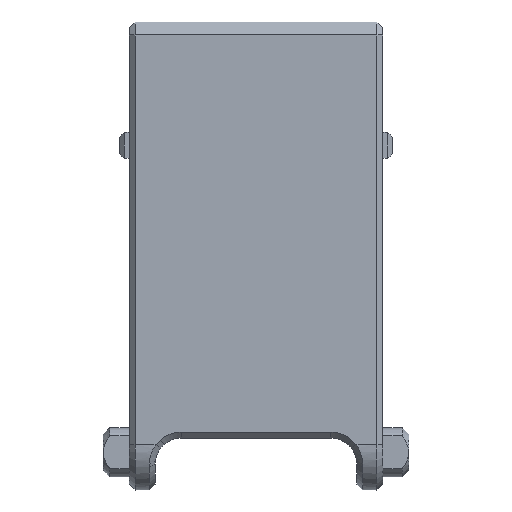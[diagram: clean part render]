
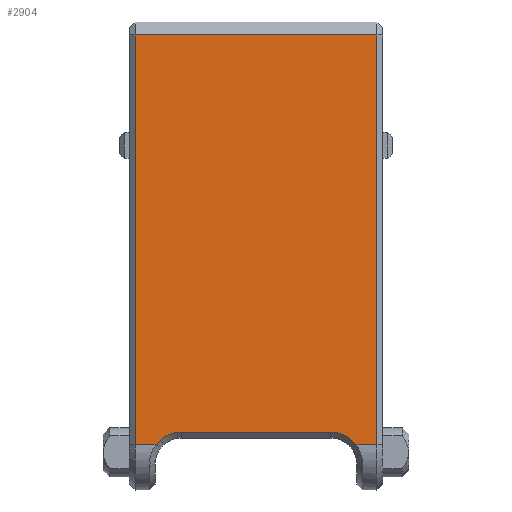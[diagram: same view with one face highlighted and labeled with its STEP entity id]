
A CAD part, front view. The second image highlights one B-rep face of the part: STEP entity #2904.
In plain terms, the highlighted planar face has unit normal (0, -1, 0).
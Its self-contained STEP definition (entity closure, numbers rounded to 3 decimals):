
#39=B_SPLINE_CURVE_WITH_KNOTS('',3,(#4053,#4054,#4055,#4056,#4057,#4058),
 .UNSPECIFIED.,.F.,.F.,(4,2,4),(0.559,0.583,0.596),
 .UNSPECIFIED.);
#59=B_SPLINE_CURVE_WITH_KNOTS('',3,(#4410,#4411,#4412,#4413,#4414,#4415),
 .UNSPECIFIED.,.F.,.F.,(4,2,4),(0.873,0.887,0.911),
 .UNSPECIFIED.);
#73=CIRCLE('',#3038,2.45);
#76=CIRCLE('',#3042,2.45);
#167=FACE_OUTER_BOUND('',#332,.T.);
#332=EDGE_LOOP('',(#2123,#2124,#2125,#2126,#2127,#2128,#2129,#2130,#2131,
#2132));
#455=LINE('',#3971,#818);
#530=LINE('',#4532,#893);
#553=LINE('',#4581,#916);
#558=LINE('',#4589,#921);
#566=LINE('',#4605,#929);
#582=LINE('',#4649,#945);
#818=VECTOR('',#3229,10.);
#893=VECTOR('',#3352,10.);
#916=VECTOR('',#3391,10.);
#921=VECTOR('',#3400,10.);
#929=VECTOR('',#3418,10.);
#945=VECTOR('',#3468,10.);
#1181=VERTEX_POINT('',#3968);
#1182=VERTEX_POINT('',#3970);
#1185=VERTEX_POINT('',#3977);
#1186=VERTEX_POINT('',#3982);
#1188=VERTEX_POINT('',#4011);
#1217=VERTEX_POINT('',#4345);
#1272=VERTEX_POINT('',#4531);
#1283=VERTEX_POINT('',#4557);
#1287=VERTEX_POINT('',#4572);
#1293=VERTEX_POINT('',#4601);
#1451=EDGE_CURVE('',#1181,#1182,#455,.T.);
#1455=EDGE_CURVE('',#1185,#1181,#73,.T.);
#1459=EDGE_CURVE('',#1182,#1186,#76,.T.);
#1464=EDGE_CURVE('',#1188,#1185,#39,.T.);
#1508=EDGE_CURVE('',#1186,#1217,#59,.T.);
#1564=EDGE_CURVE('',#1217,#1272,#530,.F.);
#1588=EDGE_CURVE('',#1287,#1283,#553,.T.);
#1593=EDGE_CURVE('',#1272,#1287,#558,.T.);
#1602=EDGE_CURVE('',#1283,#1293,#566,.T.);
#1625=EDGE_CURVE('',#1293,#1188,#582,.T.);
#2123=ORIENTED_EDGE('',*,*,#1464,.F.);
#2124=ORIENTED_EDGE('',*,*,#1625,.F.);
#2125=ORIENTED_EDGE('',*,*,#1602,.F.);
#2126=ORIENTED_EDGE('',*,*,#1588,.F.);
#2127=ORIENTED_EDGE('',*,*,#1593,.F.);
#2128=ORIENTED_EDGE('',*,*,#1564,.F.);
#2129=ORIENTED_EDGE('',*,*,#1508,.F.);
#2130=ORIENTED_EDGE('',*,*,#1459,.F.);
#2131=ORIENTED_EDGE('',*,*,#1451,.F.);
#2132=ORIENTED_EDGE('',*,*,#1455,.F.);
#2752=PLANE('',#3093);
#2904=ADVANCED_FACE('',(#167),#2752,.F.);
#3038=AXIS2_PLACEMENT_3D('',#3979,#3235,#3236);
#3042=AXIS2_PLACEMENT_3D('',#3986,#3244,#3245);
#3093=AXIS2_PLACEMENT_3D('',#4650,#3469,#3470);
#3229=DIRECTION('',(-1.,0.,0.));
#3235=DIRECTION('center_axis',(0.,-1.,0.));
#3236=DIRECTION('ref_axis',(0.707,0.,0.707));
#3244=DIRECTION('center_axis',(0.,-1.,0.));
#3245=DIRECTION('ref_axis',(-0.707,0.,0.707));
#3352=DIRECTION('',(1.,0.,0.));
#3391=DIRECTION('',(1.,0.,0.));
#3400=DIRECTION('',(0.,0.,1.));
#3418=DIRECTION('',(0.,0.,-1.));
#3468=DIRECTION('',(-1.,0.,0.));
#3469=DIRECTION('center_axis',(0.,1.,0.));
#3470=DIRECTION('ref_axis',(0.,0.,1.));
#3968=CARTESIAN_POINT('',(-78.25,-72.75,20.15));
#3970=CARTESIAN_POINT('',(-89.75,-72.75,20.15));
#3971=CARTESIAN_POINT('',(-87.875,-72.75,20.15));
#3977=CARTESIAN_POINT('',(-76.629,-72.75,19.537));
#3979=CARTESIAN_POINT('Origin',(-78.25,-72.75,17.7));
#3982=CARTESIAN_POINT('',(-91.371,-72.75,19.537));
#3986=CARTESIAN_POINT('Origin',(-89.75,-72.75,17.7));
#4011=CARTESIAN_POINT('',(-76.313,-72.75,19.2));
#4053=CARTESIAN_POINT('Ctrl Pts',(-76.313,-72.75,19.2));
#4054=CARTESIAN_POINT('Ctrl Pts',(-76.374,-72.75,19.279));
#4055=CARTESIAN_POINT('Ctrl Pts',(-76.439,-72.75,19.353));
#4056=CARTESIAN_POINT('Ctrl Pts',(-76.546,-72.75,19.461));
#4057=CARTESIAN_POINT('Ctrl Pts',(-76.587,-72.75,19.5));
#4058=CARTESIAN_POINT('Ctrl Pts',(-76.629,-72.75,19.537));
#4345=CARTESIAN_POINT('',(-91.687,-72.75,19.2));
#4410=CARTESIAN_POINT('Ctrl Pts',(-91.371,-72.75,19.537));
#4411=CARTESIAN_POINT('Ctrl Pts',(-91.413,-72.75,19.5));
#4412=CARTESIAN_POINT('Ctrl Pts',(-91.454,-72.75,19.461));
#4413=CARTESIAN_POINT('Ctrl Pts',(-91.561,-72.75,19.353));
#4414=CARTESIAN_POINT('Ctrl Pts',(-91.626,-72.75,19.279));
#4415=CARTESIAN_POINT('Ctrl Pts',(-91.687,-72.75,19.2));
#4531=CARTESIAN_POINT('',(-93.3,-72.75,19.2));
#4532=CARTESIAN_POINT('',(-88.875,-72.75,19.2));
#4557=CARTESIAN_POINT('',(-74.7,-72.75,50.7));
#4572=CARTESIAN_POINT('',(-93.3,-72.75,50.7));
#4581=CARTESIAN_POINT('',(-84.,-72.75,50.7));
#4589=CARTESIAN_POINT('',(-93.3,-72.75,41.2));
#4601=CARTESIAN_POINT('',(-74.7,-72.75,19.2));
#4605=CARTESIAN_POINT('',(-74.7,-72.75,24.2));
#4649=CARTESIAN_POINT('',(-80.125,-72.75,19.2));
#4650=CARTESIAN_POINT('Origin',(-84.,-72.75,32.7));
